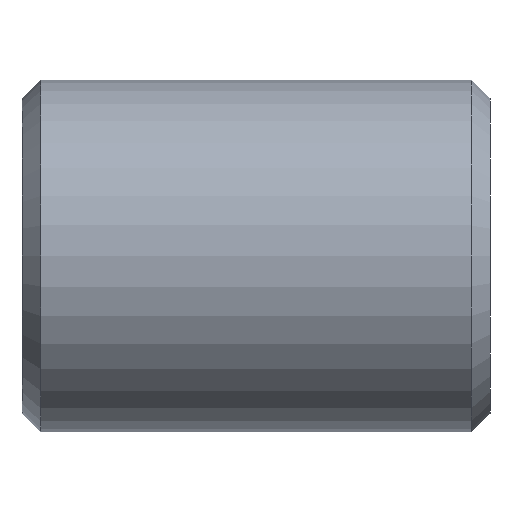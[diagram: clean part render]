
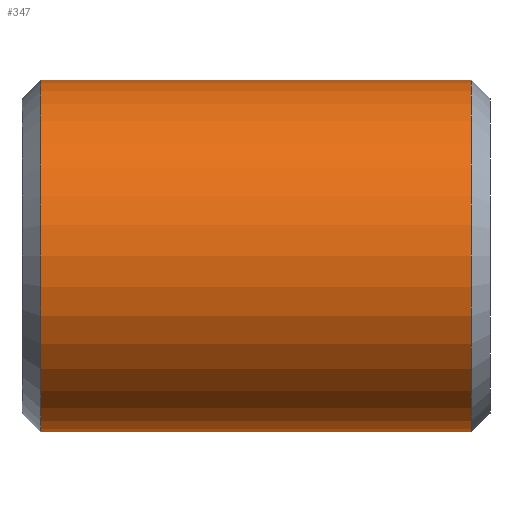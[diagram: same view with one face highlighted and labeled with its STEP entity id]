
A CAD part, left-side view. The second image highlights one B-rep face of the part: STEP entity #347.
In plain terms, the highlighted cylindrical face has radius 9.4 mm (diameter 18.8 mm), a partial arc.
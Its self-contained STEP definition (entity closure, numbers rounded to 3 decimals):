
#5 = VECTOR ( 'NONE', #235, 1000. ) ;
#15 = CARTESIAN_POINT ( 'NONE',  ( 0., 24., 9.4 ) ) ;
#30 = AXIS2_PLACEMENT_3D ( 'NONE', #91, #296, #121 ) ;
#36 = DIRECTION ( 'NONE',  ( 0., 0., 1. ) ) ;
#52 = VECTOR ( 'NONE', #201, 1000. ) ;
#57 = AXIS2_PLACEMENT_3D ( 'NONE', #270, #304, #36 ) ;
#70 = EDGE_CURVE ( 'NONE', #181, #133, #156, .T. ) ;
#85 = DIRECTION ( 'NONE',  ( 0., -1., 0. ) ) ;
#91 = CARTESIAN_POINT ( 'NONE',  ( 0., 25., 0. ) ) ;
#107 = VERTEX_POINT ( 'NONE', #15 ) ;
#117 = CARTESIAN_POINT ( 'NONE',  ( 0., 1., -9.4 ) ) ;
#121 = DIRECTION ( 'NONE',  ( 0., 0., -1. ) ) ;
#133 = VERTEX_POINT ( 'NONE', #222 ) ;
#145 = ORIENTED_EDGE ( 'NONE', *, *, #365, .F. ) ;
#156 = CIRCLE ( 'NONE', #57, 9.4 ) ;
#170 = ORIENTED_EDGE ( 'NONE', *, *, #276, .T. ) ;
#181 = VERTEX_POINT ( 'NONE', #117 ) ;
#183 = EDGE_CURVE ( 'NONE', #107, #387, #420, .T. ) ;
#199 = CARTESIAN_POINT ( 'NONE',  ( 0., 24., -9.4 ) ) ;
#201 = DIRECTION ( 'NONE',  ( 0., -1., 0. ) ) ;
#215 = LINE ( 'NONE', #264, #5 ) ;
#222 = CARTESIAN_POINT ( 'NONE',  ( 0., 1., 9.4 ) ) ;
#235 = DIRECTION ( 'NONE',  ( 0., -1., 0. ) ) ;
#251 = AXIS2_PLACEMENT_3D ( 'NONE', #288, #85, #256 ) ;
#253 = ORIENTED_EDGE ( 'NONE', *, *, #70, .T. ) ;
#256 = DIRECTION ( 'NONE',  ( 0., 0., 1. ) ) ;
#264 = CARTESIAN_POINT ( 'NONE',  ( 0., 25., 9.4 ) ) ;
#270 = CARTESIAN_POINT ( 'NONE',  ( 0., 1., 0. ) ) ;
#276 = EDGE_CURVE ( 'NONE', #387, #181, #349, .T. ) ;
#279 = EDGE_LOOP ( 'NONE', ( #145, #310, #170, #253 ) ) ;
#288 = CARTESIAN_POINT ( 'NONE',  ( 0., 24., 0. ) ) ;
#296 = DIRECTION ( 'NONE',  ( 0., -1., 0. ) ) ;
#304 = DIRECTION ( 'NONE',  ( 0., 1., 0. ) ) ;
#310 = ORIENTED_EDGE ( 'NONE', *, *, #183, .T. ) ;
#347 = ADVANCED_FACE ( 'NONE', ( #357 ), #391, .T. ) ;
#349 = LINE ( 'NONE', #354, #52 ) ;
#354 = CARTESIAN_POINT ( 'NONE',  ( 0., 25., -9.4 ) ) ;
#357 = FACE_OUTER_BOUND ( 'NONE', #279, .T. ) ;
#365 = EDGE_CURVE ( 'NONE', #107, #133, #215, .T. ) ;
#387 = VERTEX_POINT ( 'NONE', #199 ) ;
#391 = CYLINDRICAL_SURFACE ( 'NONE', #30, 9.4 ) ;
#420 = CIRCLE ( 'NONE', #251, 9.4 ) ;
